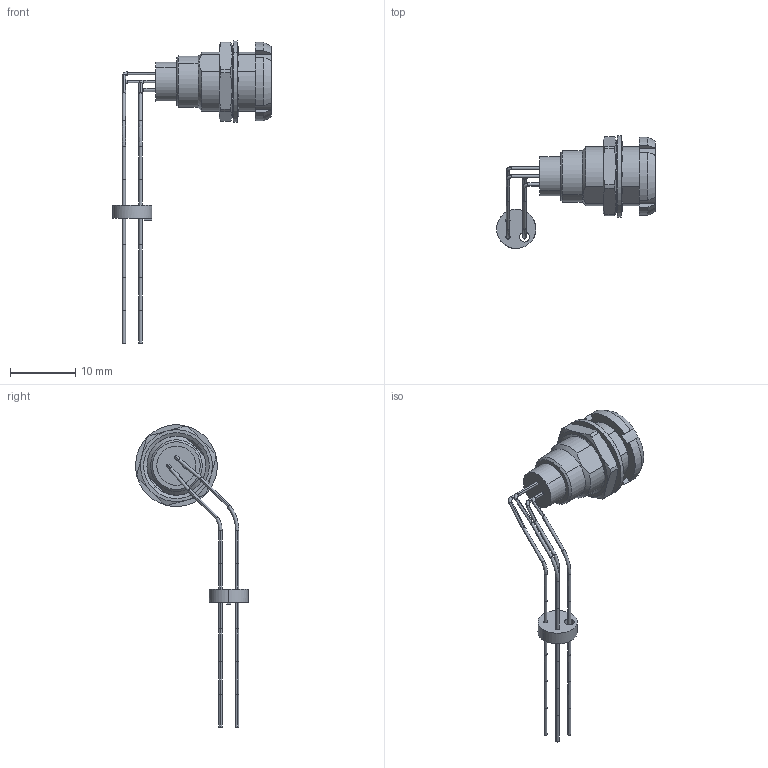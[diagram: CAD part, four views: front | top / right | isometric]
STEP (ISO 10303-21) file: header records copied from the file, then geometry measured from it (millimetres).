
FILE_DESCRIPTION((''),'2;1');
FILE_NAME('LEMO_ECG.stp','2013-06-27T16:32:01',(''),(''),'Mechanical Desktop 2011','Mechanical Desktop 2011',', , ');
FILE_SCHEMA(('AUTOMOTIVE_DESIGN { 1 2 10303 214 1 1 1 1 }'));
Length unit declared in the file: millimetre
Products named in the file (1): Product
Bounding box: 24.27 x 17.23 x 46.18 mm (x, y, z)
Volume: 906.2 mm3; surface area: 2473.6 mm2
Topology: 47 solids, 47 shells, 389 faces, 908 edges, 673 vertices
Faces by surface type: cylinder 184, plane 139, cone 30, bspline 28, torus 8
Entity records: 16538 total; most frequent: CARTESIAN_POINT 7597, DIRECTION 1899, ORIENTED_EDGE 1692, EDGE_CURVE 846, AXIS2_PLACEMENT_3D 769, VERTEX_POINT 552, EDGE_LOOP 420, CIRCLE 391
